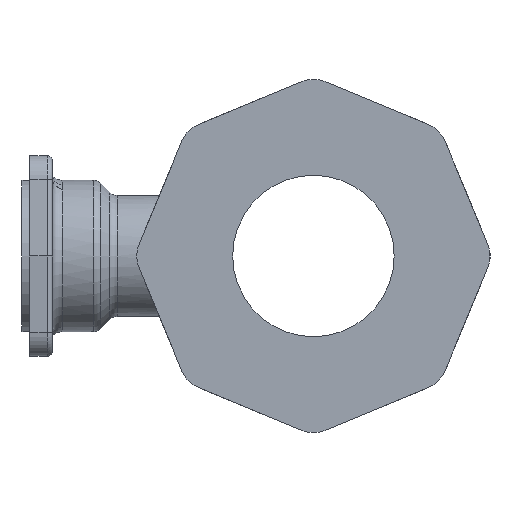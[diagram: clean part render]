
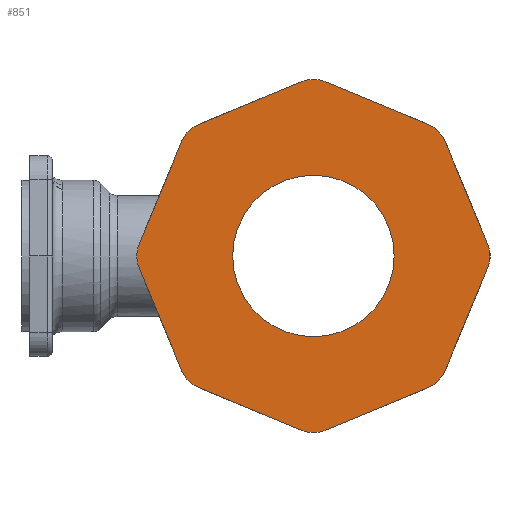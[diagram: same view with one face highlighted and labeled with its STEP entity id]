
A CAD part, left-side view. The second image highlights one B-rep face of the part: STEP entity #851.
In plain terms, the highlighted planar face has unit normal (-1, 0, 0).
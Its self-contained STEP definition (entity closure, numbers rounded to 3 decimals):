
#851=ADVANCED_FACE('',(#1594,#1595),#1134,.F.);
#1134=PLANE('',#4661);
#1216=LINE('',#6693,#1398);
#1217=LINE('',#6698,#1399);
#1218=LINE('',#6702,#1400);
#1219=LINE('',#6706,#1401);
#1220=LINE('',#6710,#1402);
#1221=LINE('',#6714,#1403);
#1222=LINE('',#6718,#1404);
#1223=LINE('',#6722,#1405);
#1398=VECTOR('',#5119,1.);
#1399=VECTOR('',#5122,1.);
#1400=VECTOR('',#5125,1.);
#1401=VECTOR('',#5128,1.);
#1402=VECTOR('',#5131,1.);
#1403=VECTOR('',#5134,1.);
#1404=VECTOR('',#5137,1.);
#1405=VECTOR('',#5140,1.);
#1594=FACE_BOUND('',#1657,.T.);
#1595=FACE_BOUND('',#1658,.T.);
#1657=EDGE_LOOP('',(#2083,#2084,#2085,#2086,#2087,#2088,#2089,#2090,#2091,
#2092,#2093,#2094,#2095,#2096,#2097,#2098));
#1658=EDGE_LOOP('',(#2099));
#2083=ORIENTED_EDGE('',*,*,#3835,.F.);
#2084=ORIENTED_EDGE('',*,*,#3836,.T.);
#2085=ORIENTED_EDGE('',*,*,#3837,.F.);
#2086=ORIENTED_EDGE('',*,*,#3838,.T.);
#2087=ORIENTED_EDGE('',*,*,#3839,.F.);
#2088=ORIENTED_EDGE('',*,*,#3840,.T.);
#2089=ORIENTED_EDGE('',*,*,#3841,.F.);
#2090=ORIENTED_EDGE('',*,*,#3842,.T.);
#2091=ORIENTED_EDGE('',*,*,#3843,.F.);
#2092=ORIENTED_EDGE('',*,*,#3844,.T.);
#2093=ORIENTED_EDGE('',*,*,#3845,.F.);
#2094=ORIENTED_EDGE('',*,*,#3846,.T.);
#2095=ORIENTED_EDGE('',*,*,#3847,.F.);
#2096=ORIENTED_EDGE('',*,*,#3848,.T.);
#2097=ORIENTED_EDGE('',*,*,#3849,.F.);
#2098=ORIENTED_EDGE('',*,*,#3850,.T.);
#2099=ORIENTED_EDGE('',*,*,#3851,.F.);
#3421=VERTEX_POINT('',#6694);
#3422=VERTEX_POINT('',#6695);
#3423=VERTEX_POINT('',#6697);
#3424=VERTEX_POINT('',#6699);
#3425=VERTEX_POINT('',#6701);
#3426=VERTEX_POINT('',#6703);
#3427=VERTEX_POINT('',#6705);
#3428=VERTEX_POINT('',#6707);
#3429=VERTEX_POINT('',#6709);
#3430=VERTEX_POINT('',#6711);
#3431=VERTEX_POINT('',#6713);
#3432=VERTEX_POINT('',#6715);
#3433=VERTEX_POINT('',#6717);
#3434=VERTEX_POINT('',#6719);
#3435=VERTEX_POINT('',#6721);
#3436=VERTEX_POINT('',#6723);
#3437=VERTEX_POINT('',#6726);
#3835=EDGE_CURVE('',#3421,#3422,#1216,.T.);
#3836=EDGE_CURVE('',#3421,#3423,#4405,.T.);
#3837=EDGE_CURVE('',#3424,#3423,#1217,.T.);
#3838=EDGE_CURVE('',#3424,#3425,#4406,.T.);
#3839=EDGE_CURVE('',#3426,#3425,#1218,.T.);
#3840=EDGE_CURVE('',#3426,#3427,#4407,.T.);
#3841=EDGE_CURVE('',#3428,#3427,#1219,.T.);
#3842=EDGE_CURVE('',#3428,#3429,#4408,.T.);
#3843=EDGE_CURVE('',#3430,#3429,#1220,.T.);
#3844=EDGE_CURVE('',#3430,#3431,#4409,.T.);
#3845=EDGE_CURVE('',#3432,#3431,#1221,.T.);
#3846=EDGE_CURVE('',#3432,#3433,#4410,.T.);
#3847=EDGE_CURVE('',#3434,#3433,#1222,.T.);
#3848=EDGE_CURVE('',#3434,#3435,#4411,.T.);
#3849=EDGE_CURVE('',#3436,#3435,#1223,.T.);
#3850=EDGE_CURVE('',#3436,#3422,#4412,.T.);
#3851=EDGE_CURVE('',#3437,#3437,#4413,.T.);
#4405=CIRCLE('',#4652,6.);
#4406=CIRCLE('',#4653,6.);
#4407=CIRCLE('',#4654,6.);
#4408=CIRCLE('',#4655,6.);
#4409=CIRCLE('',#4656,6.);
#4410=CIRCLE('',#4657,6.);
#4411=CIRCLE('',#4658,6.);
#4412=CIRCLE('',#4659,6.);
#4413=CIRCLE('',#4660,16.);
#4652=AXIS2_PLACEMENT_3D('',#6696,#5120,#5121);
#4653=AXIS2_PLACEMENT_3D('',#6700,#5123,#5124);
#4654=AXIS2_PLACEMENT_3D('',#6704,#5126,#5127);
#4655=AXIS2_PLACEMENT_3D('',#6708,#5129,#5130);
#4656=AXIS2_PLACEMENT_3D('',#6712,#5132,#5133);
#4657=AXIS2_PLACEMENT_3D('',#6716,#5135,#5136);
#4658=AXIS2_PLACEMENT_3D('',#6720,#5138,#5139);
#4659=AXIS2_PLACEMENT_3D('',#6724,#5141,#5142);
#4660=AXIS2_PLACEMENT_3D('',#6725,#5143,#5144);
#4661=AXIS2_PLACEMENT_3D('',#6727,#5145,#5146);
#5119=DIRECTION('',(0.,-0.383,-0.924));
#5120=DIRECTION('',(-1.,0.,0.));
#5121=DIRECTION('',(0.,0.,-1.));
#5122=DIRECTION('',(0.,-0.924,-0.383));
#5123=DIRECTION('',(-1.,0.,0.));
#5124=DIRECTION('',(0.,0.,-1.));
#5125=DIRECTION('',(0.,-0.924,0.383));
#5126=DIRECTION('',(-1.,0.,0.));
#5127=DIRECTION('',(0.,0.,-1.));
#5128=DIRECTION('',(0.,-0.383,0.924));
#5129=DIRECTION('',(-1.,0.,0.));
#5130=DIRECTION('',(0.,0.,-1.));
#5131=DIRECTION('',(0.,0.383,0.924));
#5132=DIRECTION('',(-1.,0.,0.));
#5133=DIRECTION('',(0.,0.,-1.));
#5134=DIRECTION('',(0.,0.924,0.383));
#5135=DIRECTION('',(-1.,0.,0.));
#5136=DIRECTION('',(0.,0.,-1.));
#5137=DIRECTION('',(0.,0.924,-0.383));
#5138=DIRECTION('',(-1.,0.,0.));
#5139=DIRECTION('',(0.,0.,-1.));
#5140=DIRECTION('',(0.,0.383,-0.924));
#5141=DIRECTION('',(-1.,0.,0.));
#5142=DIRECTION('',(0.,0.,-1.));
#5143=DIRECTION('',(-1.,0.,0.));
#5144=DIRECTION('',(0.,0.,-1.));
#5145=DIRECTION('',(1.,0.,0.));
#5146=DIRECTION('',(0.,0.,-1.));
#6693=CARTESIAN_POINT('',(-64.6,-25.104,25.104));
#6694=CARTESIAN_POINT('',(-64.6,-26.055,22.808));
#6695=CARTESIAN_POINT('',(-64.6,-34.551,2.296));
#6696=CARTESIAN_POINT('',(-64.6,-20.512,20.512));
#6697=CARTESIAN_POINT('',(-64.6,-22.808,26.055));
#6698=CARTESIAN_POINT('',(-64.6,0.,35.502));
#6699=CARTESIAN_POINT('',(-64.6,-2.296,34.551));
#6700=CARTESIAN_POINT('',(-64.6,0.,29.008));
#6701=CARTESIAN_POINT('',(-64.6,2.296,34.551));
#6702=CARTESIAN_POINT('',(-64.6,25.104,25.104));
#6703=CARTESIAN_POINT('',(-64.6,22.808,26.055));
#6704=CARTESIAN_POINT('',(-64.6,20.512,20.512));
#6705=CARTESIAN_POINT('',(-64.6,26.055,22.808));
#6706=CARTESIAN_POINT('',(-64.6,35.502,0.));
#6707=CARTESIAN_POINT('',(-64.6,34.551,2.296));
#6708=CARTESIAN_POINT('',(-64.6,29.008,0.));
#6709=CARTESIAN_POINT('',(-64.6,34.551,-2.296));
#6710=CARTESIAN_POINT('',(-64.6,25.104,-25.104));
#6711=CARTESIAN_POINT('',(-64.6,26.055,-22.808));
#6712=CARTESIAN_POINT('',(-64.6,20.512,-20.512));
#6713=CARTESIAN_POINT('',(-64.6,22.808,-26.055));
#6714=CARTESIAN_POINT('',(-64.6,0.,-35.502));
#6715=CARTESIAN_POINT('',(-64.6,2.296,-34.551));
#6716=CARTESIAN_POINT('',(-64.6,0.,-29.008));
#6717=CARTESIAN_POINT('',(-64.6,-2.296,-34.551));
#6718=CARTESIAN_POINT('',(-64.6,-25.104,-25.104));
#6719=CARTESIAN_POINT('',(-64.6,-22.808,-26.055));
#6720=CARTESIAN_POINT('',(-64.6,-20.512,-20.512));
#6721=CARTESIAN_POINT('',(-64.6,-26.055,-22.808));
#6722=CARTESIAN_POINT('',(-64.6,-35.502,0.));
#6723=CARTESIAN_POINT('',(-64.6,-34.551,-2.296));
#6724=CARTESIAN_POINT('',(-64.6,-29.008,0.));
#6725=CARTESIAN_POINT('',(-64.6,0.,0.));
#6726=CARTESIAN_POINT('',(-64.6,0.,-16.));
#6727=CARTESIAN_POINT('',(-64.6,-42.855,17.751));
